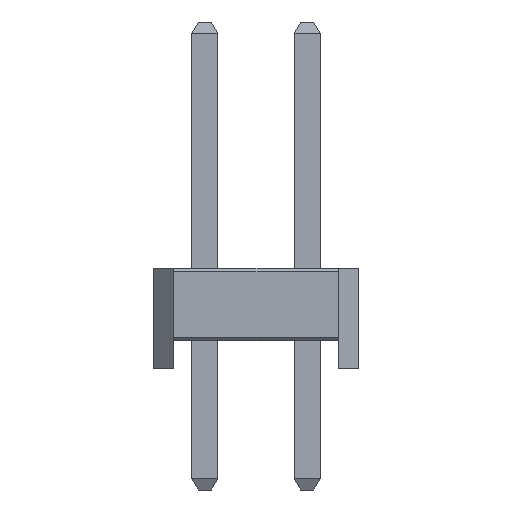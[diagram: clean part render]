
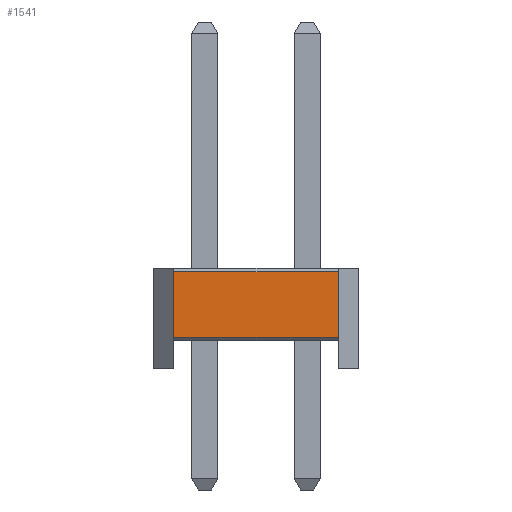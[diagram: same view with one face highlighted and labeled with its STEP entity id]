
A CAD part, left-side view. The second image highlights one B-rep face of the part: STEP entity #1541.
In plain terms, the highlighted planar face has unit normal (-1, 0, 0).
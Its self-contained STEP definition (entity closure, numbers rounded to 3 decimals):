
#1541=ADVANCED_FACE('',(#4595),#4597,.T.);
#4595=FACE_BOUND('',#4596,.T.);
#4596=EDGE_LOOP('',(#6850,#6851,#6852,#6853));
#4597=PLANE('',#4598);
#4598=AXIS2_PLACEMENT_3D('',#4599,#4600,#4601);
#4599=CARTESIAN_POINT('',(-1.27,3.31,0.));
#4600=DIRECTION('',(-1.,0.,0.));
#4601=DIRECTION('',(0.,-1.,0.));
#6850=ORIENTED_EDGE('',*,*,#8074,.T.);
#6851=ORIENTED_EDGE('',*,*,#8091,.T.);
#6852=ORIENTED_EDGE('',*,*,#8086,.T.);
#6853=ORIENTED_EDGE('',*,*,#8090,.F.);
#8074=EDGE_CURVE('',#9050,#9052,#9054,.F.);
#8086=EDGE_CURVE('',#9071,#9069,#9072,.F.);
#8090=EDGE_CURVE('',#9050,#9069,#9076,.T.);
#8091=EDGE_CURVE('',#9052,#9071,#9077,.T.);
#9050=VERTEX_POINT('',#10936);
#9052=VERTEX_POINT('',#10940);
#9054=LINE('',#10944,#10945);
#9069=VERTEX_POINT('',#10981);
#9071=VERTEX_POINT('',#10985);
#9072=LINE('',#10986,#10987);
#9076=LINE('',#10998,#10999);
#9077=LINE('',#11001,#11002);
#10936=CARTESIAN_POINT('',(-1.27,3.31,0.785));
#10940=CARTESIAN_POINT('',(-1.27,-0.77,0.785));
#10944=CARTESIAN_POINT('',(-1.27,-0.77,0.785));
#10945=VECTOR('',#10946,1.);
#10946=DIRECTION('',(0.,1.,0.));
#10981=CARTESIAN_POINT('',(-1.27,3.31,2.415));
#10985=CARTESIAN_POINT('',(-1.27,-0.77,2.415));
#10986=CARTESIAN_POINT('',(-1.27,3.31,2.415));
#10987=VECTOR('',#10988,1.);
#10988=DIRECTION('',(0.,-1.,0.));
#10998=CARTESIAN_POINT('',(-1.27,3.31,0.785));
#10999=VECTOR('',#11000,1.);
#11000=DIRECTION('',(0.,0.,1.));
#11001=CARTESIAN_POINT('',(-1.27,-0.77,0.785));
#11002=VECTOR('',#11003,1.);
#11003=DIRECTION('',(0.,0.,1.));
